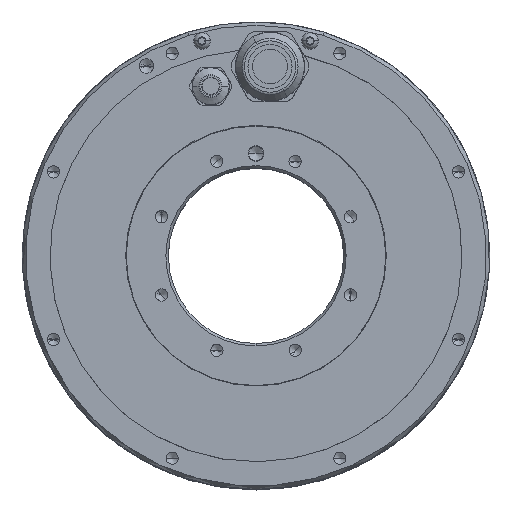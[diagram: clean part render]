
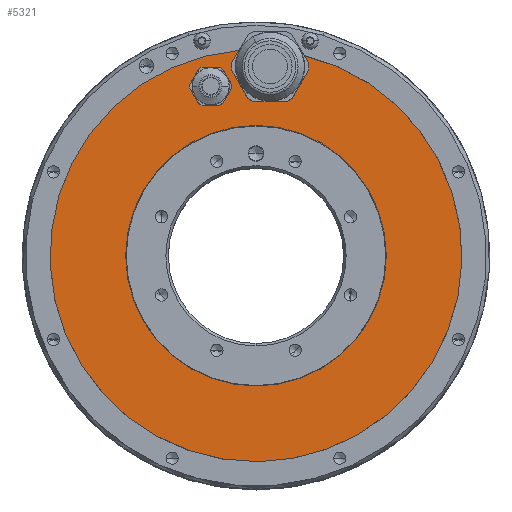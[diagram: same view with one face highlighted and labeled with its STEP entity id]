
A CAD part, top view. The second image highlights one B-rep face of the part: STEP entity #5321.
In plain terms, the highlighted planar face has unit normal (0, 0, 1).
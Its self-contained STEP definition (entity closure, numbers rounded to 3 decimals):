
#408=DIRECTION('',(0.5,-0.866,0.));
#409=VECTOR('',#408,3.137);
#410=CARTESIAN_POINT('',(-10.655,62.608,
-0.15));
#411=LINE('',#410,#409);
#412=CARTESIAN_POINT('',(-15.5,58.,-0.15));
#413=DIRECTION('',(0.,0.,1.));
#414=DIRECTION('',(0.725,0.689,0.));
#415=AXIS2_PLACEMENT_3D('',#412,#413,#414);
#417=DIRECTION('',(-1.,0.,0.));
#418=VECTOR('',#417,3.137);
#419=CARTESIAN_POINT('',(-13.931,64.5,-0.15));
#420=LINE('',#419,#418);
#421=CARTESIAN_POINT('',(-15.5,58.,-0.15));
#422=DIRECTION('',(0.,0.,1.));
#423=DIRECTION('',(-0.235,0.972,0.));
#424=AXIS2_PLACEMENT_3D('',#421,#422,#423);
#426=DIRECTION('',(0.5,0.866,0.));
#427=VECTOR('',#426,3.137);
#428=CARTESIAN_POINT('',(-21.913,59.892,-0.15));
#429=LINE('',#428,#427);
#430=CARTESIAN_POINT('',(-15.5,58.,-0.15));
#431=DIRECTION('',(0.,0.,1.));
#432=DIRECTION('',(-0.959,0.283,0.));
#433=AXIS2_PLACEMENT_3D('',#430,#431,#432);
#435=DIRECTION('',(-0.5,0.866,0.));
#436=VECTOR('',#435,3.137);
#437=CARTESIAN_POINT('',(-20.345,53.392,-0.15));
#438=LINE('',#437,#436);
#439=CARTESIAN_POINT('',(-15.5,58.,-0.15));
#440=DIRECTION('',(0.,0.,1.));
#441=DIRECTION('',(-0.725,-0.689,0.));
#442=AXIS2_PLACEMENT_3D('',#439,#440,#441);
#444=DIRECTION('',(1.,0.,0.));
#445=VECTOR('',#444,3.137);
#446=CARTESIAN_POINT('',(-17.069,51.5,-0.15));
#447=LINE('',#446,#445);
#448=CARTESIAN_POINT('',(-15.5,58.,-0.15));
#449=DIRECTION('',(0.,0.,1.));
#450=DIRECTION('',(0.235,-0.972,0.));
#451=AXIS2_PLACEMENT_3D('',#448,#449,#450);
#453=DIRECTION('',(-0.5,-0.866,0.));
#454=VECTOR('',#453,3.137);
#455=CARTESIAN_POINT('',(-9.087,56.108,-0.15));
#456=LINE('',#455,#454);
#457=CARTESIAN_POINT('',(-15.5,58.,-0.15));
#458=DIRECTION('',(0.,0.,1.));
#459=DIRECTION('',(0.959,-0.283,0.));
#460=AXIS2_PLACEMENT_3D('',#457,#458,#459);
#462=CARTESIAN_POINT('',(4.8,64.7,-0.15));
#463=DIRECTION('',(0.,0.,1.));
#464=DIRECTION('',(-0.766,-0.643,0.));
#465=AXIS2_PLACEMENT_3D('',#462,#463,#464);
#467=DIRECTION('',(-1.,0.,0.));
#468=VECTOR('',#467,4.249);
#469=CARTESIAN_POINT('',(6.924,52.7,-0.15));
#470=LINE('',#469,#468);
#471=CARTESIAN_POINT('',(4.8,64.7,-0.15));
#472=DIRECTION('',(0.,0.,1.));
#473=DIRECTION('',(0.174,-0.985,0.));
#474=AXIS2_PLACEMENT_3D('',#471,#472,#473);
#476=DIRECTION('',(-0.5,-0.866,0.));
#477=VECTOR('',#476,4.249);
#478=CARTESIAN_POINT('',(16.255,60.54,-0.15));
#479=LINE('',#478,#477);
#480=CARTESIAN_POINT('',(4.8,64.7,-0.15));
#481=DIRECTION('',(0.,0.,1.));
#482=DIRECTION('',(0.94,-0.341,0.));
#483=AXIS2_PLACEMENT_3D('',#480,#481,#482);
#485=DIRECTION('',(-0.5,-0.866,0.));
#486=VECTOR('',#485,1.613);
#487=CARTESIAN_POINT('',(-5.848,70.257,-0.15));
#488=LINE('',#487,#486);
#489=CARTESIAN_POINT('',(4.8,64.7,-0.15));
#490=DIRECTION('',(0.,0.,1.));
#491=DIRECTION('',(-0.94,0.341,0.));
#492=AXIS2_PLACEMENT_3D('',#489,#490,#491);
#494=DIRECTION('',(0.5,-0.866,0.));
#495=VECTOR('',#494,4.249);
#496=CARTESIAN_POINT('',(-6.655,60.54,-0.15));
#497=LINE('',#496,#495);
#507=CARTESIAN_POINT('',(0.,0.,-0.15));
#508=DIRECTION('',(0.,0.,1.));
#509=DIRECTION('',(-1.,0.,0.));
#510=AXIS2_PLACEMENT_3D('',#507,#508,#509);
#1822=CARTESIAN_POINT('',(0.,0.,-0.15));
#1823=DIRECTION('',(0.,0.,1.));
#1824=DIRECTION('',(-0.083,0.997,0.));
#1825=AXIS2_PLACEMENT_3D('',#1822,#1823,#1824);
#2799=CARTESIAN_POINT('',(0.,0.,-0.15));
#2800=DIRECTION('',(0.,0.,1.));
#2801=DIRECTION('',(1.,0.,0.));
#2802=AXIS2_PLACEMENT_3D('',#2799,#2800,#2801);
#3864=CARTESIAN_POINT('',(-44.59,0.,-0.15));
#3865=CARTESIAN_POINT('',(44.59,0.,-0.15));
#3866=VERTEX_POINT('',#3864);
#3867=VERTEX_POINT('',#3865);
#4048=CARTESIAN_POINT('',(-10.655,62.608,
-0.15));
#4049=CARTESIAN_POINT('',(-9.087,59.892,-0.15));
#4050=VERTEX_POINT('',#4048);
#4051=VERTEX_POINT('',#4049);
#4052=CARTESIAN_POINT('',(-13.931,64.5,-0.15));
#4053=VERTEX_POINT('',#4052);
#4054=CARTESIAN_POINT('',(-17.069,64.5,-0.15));
#4055=VERTEX_POINT('',#4054);
#4056=CARTESIAN_POINT('',(-20.345,62.608,-0.15));
#4057=VERTEX_POINT('',#4056);
#4058=CARTESIAN_POINT('',(-21.913,59.892,-0.15));
#4059=VERTEX_POINT('',#4058);
#4060=CARTESIAN_POINT('',(-21.913,56.108,
-0.15));
#4061=VERTEX_POINT('',#4060);
#4062=CARTESIAN_POINT('',(-20.345,53.392,-0.15));
#4063=VERTEX_POINT('',#4062);
#4064=CARTESIAN_POINT('',(-17.069,51.5,-0.15));
#4065=VERTEX_POINT('',#4064);
#4066=CARTESIAN_POINT('',(-13.931,51.5,-0.15));
#4067=VERTEX_POINT('',#4066);
#4068=CARTESIAN_POINT('',(-10.655,53.392,
-0.15));
#4069=VERTEX_POINT('',#4068);
#4070=CARTESIAN_POINT('',(-9.087,56.108,-0.15));
#4071=VERTEX_POINT('',#4070);
#4240=CARTESIAN_POINT('',(-4.53,56.86,-0.15));
#4241=CARTESIAN_POINT('',(2.676,52.7,-0.15));
#4242=VERTEX_POINT('',#4240);
#4243=VERTEX_POINT('',#4241);
#4244=CARTESIAN_POINT('',(-6.655,60.54,-0.15));
#4245=VERTEX_POINT('',#4244);
#4246=CARTESIAN_POINT('',(-6.655,68.86,
-0.15));
#4247=VERTEX_POINT('',#4246);
#4248=CARTESIAN_POINT('',(-5.848,70.257,-0.15));
#4249=VERTEX_POINT('',#4248);
#4250=CARTESIAN_POINT('',(16.255,60.54,
-0.15));
#4251=CARTESIAN_POINT('',(16.353,68.577,
-0.15));
#4252=VERTEX_POINT('',#4250);
#4253=VERTEX_POINT('',#4251);
#4254=CARTESIAN_POINT('',(14.13,56.86,-0.15));
#4255=VERTEX_POINT('',#4254);
#4256=CARTESIAN_POINT('',(6.924,52.7,-0.15));
#4257=VERTEX_POINT('',#4256);
#5265=CARTESIAN_POINT('',(0.,0.,-0.15));
#5266=DIRECTION('',(0.,0.,1.));
#5267=DIRECTION('',(1.,0.,0.));
#5268=AXIS2_PLACEMENT_3D('',#5265,#5266,#5267);
#5269=PLANE('',#5268);
#5271=ORIENTED_EDGE('',*,*,#5270,.T.);
#5273=ORIENTED_EDGE('',*,*,#5272,.F.);
#5275=ORIENTED_EDGE('',*,*,#5274,.T.);
#5276=ORIENTED_EDGE('',*,*,#5239,.F.);
#5278=ORIENTED_EDGE('',*,*,#5277,.T.);
#5280=ORIENTED_EDGE('',*,*,#5279,.F.);
#5282=ORIENTED_EDGE('',*,*,#5281,.T.);
#5284=ORIENTED_EDGE('',*,*,#5283,.T.);
#5286=ORIENTED_EDGE('',*,*,#5285,.T.);
#5287=EDGE_LOOP('',(#5271,#5273,#5275,#5276,#5278,#5280,#5282,#5284,#5286));
#5288=FACE_OUTER_BOUND('',#5287,.F.);
#5290=ORIENTED_EDGE('',*,*,#5289,.F.);
#5292=ORIENTED_EDGE('',*,*,#5291,.T.);
#5294=ORIENTED_EDGE('',*,*,#5293,.T.);
#5296=ORIENTED_EDGE('',*,*,#5295,.T.);
#5298=ORIENTED_EDGE('',*,*,#5297,.F.);
#5300=ORIENTED_EDGE('',*,*,#5299,.T.);
#5302=ORIENTED_EDGE('',*,*,#5301,.F.);
#5304=ORIENTED_EDGE('',*,*,#5303,.T.);
#5306=ORIENTED_EDGE('',*,*,#5305,.T.);
#5308=ORIENTED_EDGE('',*,*,#5307,.T.);
#5310=ORIENTED_EDGE('',*,*,#5309,.F.);
#5312=ORIENTED_EDGE('',*,*,#5311,.T.);
#5313=EDGE_LOOP('',(#5290,#5292,#5294,#5296,#5298,#5300,#5302,#5304,#5306,#5308,
#5310,#5312));
#5314=FACE_BOUND('',#5313,.F.);
#5316=ORIENTED_EDGE('',*,*,#5315,.T.);
#5318=ORIENTED_EDGE('',*,*,#5317,.T.);
#5319=EDGE_LOOP('',(#5316,#5318));
#5320=FACE_BOUND('',#5319,.F.);
#5321=ADVANCED_FACE('',(#5288,#5314,#5320),#5269,.T.);
#416=CIRCLE('',#415,6.687);
#425=CIRCLE('',#424,6.687);
#434=CIRCLE('',#433,6.687);
#443=CIRCLE('',#442,6.687);
#452=CIRCLE('',#451,6.687);
#461=CIRCLE('',#460,6.687);
#466=CIRCLE('',#465,12.187);
#475=CIRCLE('',#474,12.187);
#484=CIRCLE('',#483,12.187);
#493=CIRCLE('',#492,12.187);
#511=CIRCLE('',#510,44.59);
#1826=CIRCLE('',#1825,70.5);
#2803=CIRCLE('',#2802,44.59);
#5239=EDGE_CURVE('',#4252,#4255,#479,.T.);
#5270=EDGE_CURVE('',#4242,#4243,#466,.T.);
#5272=EDGE_CURVE('',#4257,#4243,#470,.T.);
#5274=EDGE_CURVE('',#4257,#4255,#475,.T.);
#5277=EDGE_CURVE('',#4252,#4253,#484,.T.);
#5279=EDGE_CURVE('',#4249,#4253,#1826,.T.);
#5281=EDGE_CURVE('',#4249,#4247,#488,.T.);
#5283=EDGE_CURVE('',#4247,#4245,#493,.T.);
#5285=EDGE_CURVE('',#4245,#4242,#497,.T.);
#5289=EDGE_CURVE('',#4050,#4051,#411,.T.);
#5291=EDGE_CURVE('',#4050,#4053,#416,.T.);
#5293=EDGE_CURVE('',#4053,#4055,#420,.T.);
#5295=EDGE_CURVE('',#4055,#4057,#425,.T.);
#5297=EDGE_CURVE('',#4059,#4057,#429,.T.);
#5299=EDGE_CURVE('',#4059,#4061,#434,.T.);
#5301=EDGE_CURVE('',#4063,#4061,#438,.T.);
#5303=EDGE_CURVE('',#4063,#4065,#443,.T.);
#5305=EDGE_CURVE('',#4065,#4067,#447,.T.);
#5307=EDGE_CURVE('',#4067,#4069,#452,.T.);
#5309=EDGE_CURVE('',#4071,#4069,#456,.T.);
#5311=EDGE_CURVE('',#4071,#4051,#461,.T.);
#5315=EDGE_CURVE('',#3866,#3867,#511,.T.);
#5317=EDGE_CURVE('',#3867,#3866,#2803,.T.);
